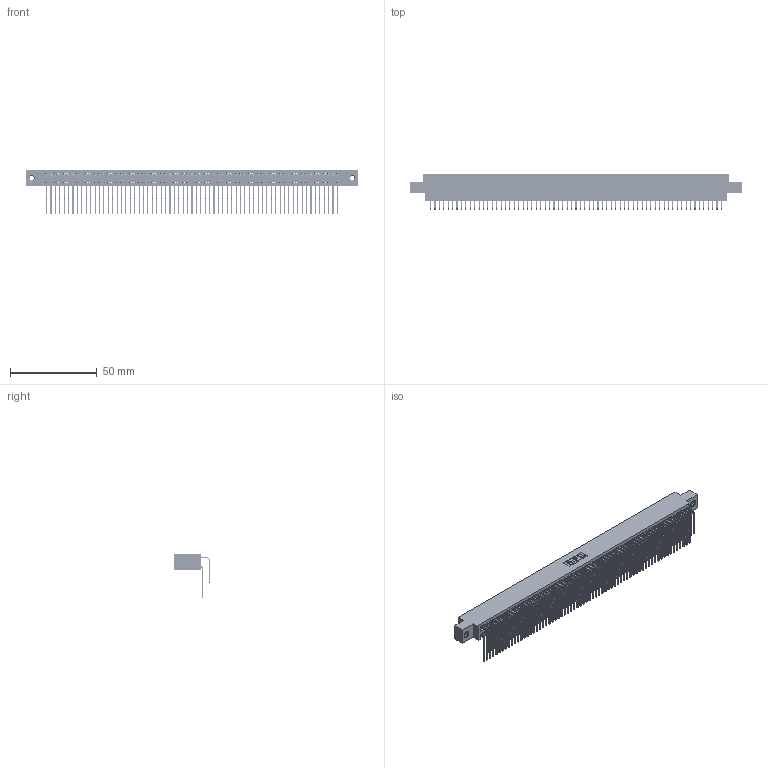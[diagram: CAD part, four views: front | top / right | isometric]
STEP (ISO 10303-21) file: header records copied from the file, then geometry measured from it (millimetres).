
FILE_DESCRIPTION (( 'STEP AP203' ), '1' );
FILE_NAME ('395-134-559-807.STEP', '2018-12-05T05:52:52', ( '' ), ( '' ), 'SwSTEP 2.0', 'SolidWorks 2016', '' );
FILE_SCHEMA (( 'CONFIG_CONTROL_DESIGN' ));
Length unit declared in the file: inch
Products named in the file (5): 345-250-001_345-250-005-103; 395-134-559-807; 345-292-001_558 559 Tail - 1; 345-292-001_559 Tail - 2; 345 Part_0.170 Offset - 0.156 Dia-TI
Assembly tree (137 placements, depth 2):
  395-134-559-807
    345 Part_0.170 Offset - 0.156 Dia-TI
    345-292-001_558 559 Tail - 1  x67
    345-292-001_559 Tail - 2  x67
    345-250-001_345-250-005-103  x2
Bounding box: 191.39 x 20.56 x 25.53 mm (x, y, z)
Volume: 19469.9 mm3; surface area: 33070.3 mm2
Topology: 137 solids, 137 shells, 7158 faces, 21259 edges, 13986 vertices
Faces by surface type: plane 4806, cylinder 2336, cone 12, torus 4
Entity records: 52174 total; most frequent: CARTESIAN_POINT 8750, ORIENTED_EDGE 8626, DIRECTION 7683, EDGE_CURVE 4313, LINE 3853, VECTOR 3853, VERTEX_POINT 2868, AXIS2_PLACEMENT_3D 1915
